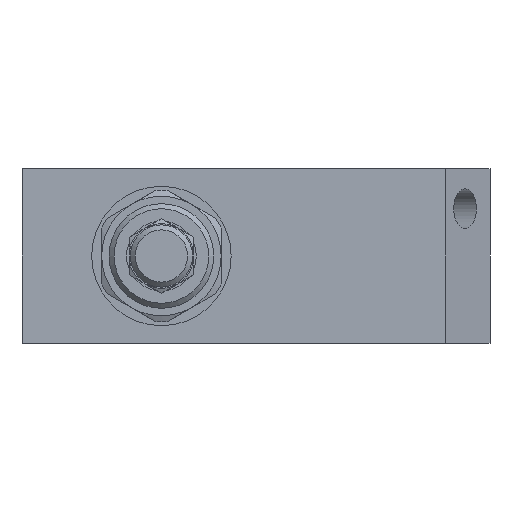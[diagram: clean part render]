
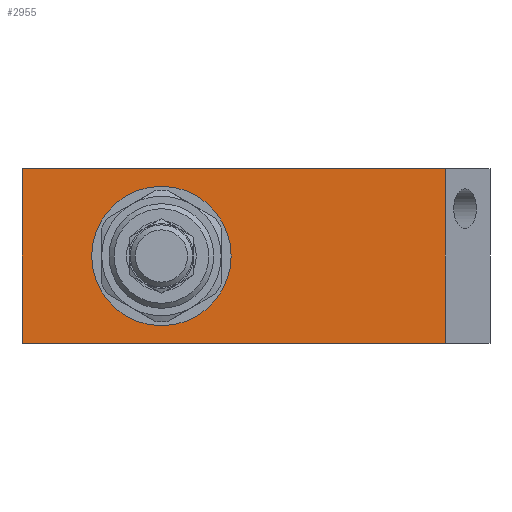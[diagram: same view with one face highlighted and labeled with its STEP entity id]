
A CAD part, left-side view. The second image highlights one B-rep face of the part: STEP entity #2955.
In plain terms, the highlighted planar face has unit normal (-1, 0, 0).
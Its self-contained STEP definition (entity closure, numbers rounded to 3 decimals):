
#186=LINE('',#3991,#257);
#188=LINE('',#3997,#259);
#189=LINE('',#4000,#260);
#190=LINE('',#4001,#261);
#257=VECTOR('',#3382,1000.);
#259=VECTOR('',#3388,1000.);
#260=VECTOR('',#3389,1000.);
#261=VECTOR('',#3390,1000.);
#332=ORIENTED_EDGE('',*,*,#874,.T.);
#333=ORIENTED_EDGE('',*,*,#875,.F.);
#334=ORIENTED_EDGE('',*,*,#876,.T.);
#335=ORIENTED_EDGE('',*,*,#872,.F.);
#336=ORIENTED_EDGE('',*,*,#877,.T.);
#872=EDGE_CURVE('',#1143,#1144,#186,.T.);
#874=EDGE_CURVE('',#1145,#1145,#1331,.T.);
#875=EDGE_CURVE('',#1146,#1147,#188,.T.);
#876=EDGE_CURVE('',#1146,#1144,#189,.T.);
#877=EDGE_CURVE('',#1143,#1147,#190,.T.);
#1143=VERTEX_POINT('',#3990);
#1144=VERTEX_POINT('',#3992);
#1145=VERTEX_POINT('',#3996);
#1146=VERTEX_POINT('',#3998);
#1147=VERTEX_POINT('',#3999);
#1331=CIRCLE('',#3107,14.);
#1456=EDGE_LOOP('',(#332));
#1457=EDGE_LOOP('',(#333,#334,#335,#336));
#1673=FACE_BOUND('',#1456,.T.);
#1674=FACE_BOUND('',#1457,.T.);
#1889=PLANE('',#3106);
#2955=ADVANCED_FACE('',(#1673,#1674),#1889,.T.);
#3106=AXIS2_PLACEMENT_3D('',#3994,#3384,#3385);
#3107=AXIS2_PLACEMENT_3D('',#3995,#3386,#3387);
#3382=DIRECTION('',(0.,0.,1.));
#3384=DIRECTION('',(-1.,0.,0.));
#3385=DIRECTION('',(0.,0.,1.));
#3386=DIRECTION('',(1.,0.,0.));
#3387=DIRECTION('',(0.,-1.,0.));
#3388=DIRECTION('',(0.,0.,-1.));
#3389=DIRECTION('',(0.,1.,0.));
#3390=DIRECTION('',(0.,-1.,0.));
#3990=CARTESIAN_POINT('',(20.3,60.,0.));
#3991=CARTESIAN_POINT('',(20.3,60.,0.));
#3992=CARTESIAN_POINT('',(20.3,60.,35.));
#3994=CARTESIAN_POINT('',(20.3,-34.,0.));
#3995=CARTESIAN_POINT('',(20.3,32.,17.5));
#3996=CARTESIAN_POINT('',(20.3,18.,17.5));
#3997=CARTESIAN_POINT('',(20.3,-25.,35.));
#3998=CARTESIAN_POINT('',(20.3,-25.,35.));
#3999=CARTESIAN_POINT('',(20.3,-25.,0.));
#4000=CARTESIAN_POINT('',(20.3,-25.,35.));
#4001=CARTESIAN_POINT('',(20.3,60.,0.));
